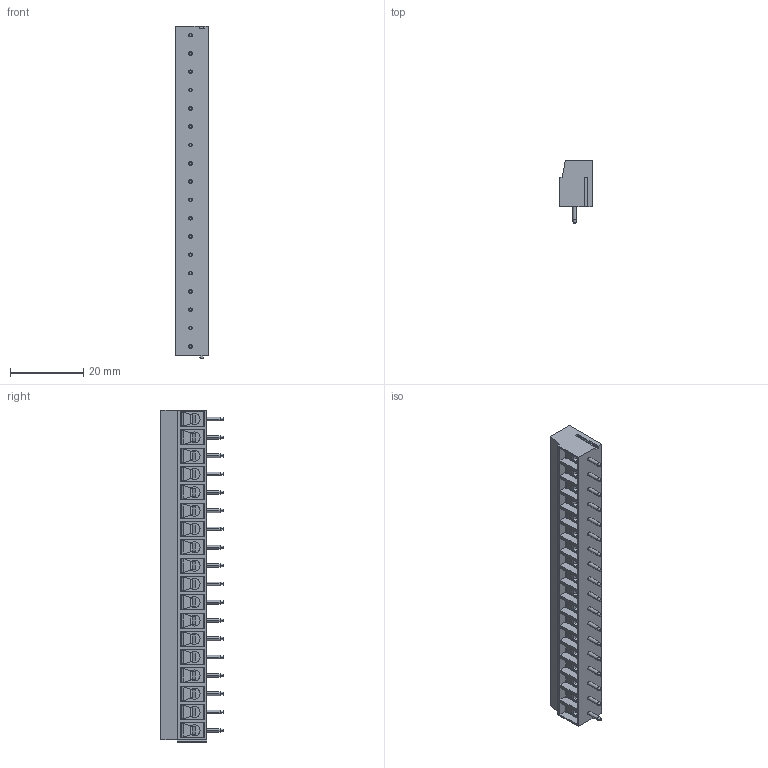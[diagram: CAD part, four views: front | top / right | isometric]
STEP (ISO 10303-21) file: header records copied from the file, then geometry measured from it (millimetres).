
FILE_DESCRIPTION((''),'2;1');
FILE_NAME('PRT0050','2024-10-19T',('yanfa'),(''),'PRO/ENGINEER BY PARAMETRIC TECHNOLOGY CORPORATION, 2009280','PRO/ENGINEER BY PARAMETRIC TECHNOLOGY CORPORATION, 2009280','');
FILE_SCHEMA(('AUTOMOTIVE_DESIGN_CC2 { 1 2 10303 214 -1 1 5 2 }'));
Length unit declared in the file: millimetre
Products named in the file (1): PRT0050
Bounding box: 9 x 17 x 90.68 mm (x, y, z)
Volume: 7824.7 mm3; surface area: 7657.2 mm2
Topology: 1 solids, 1 shells, 1194 faces, 3018 edges, 1916 vertices
Faces by surface type: plane 628, cylinder 350, cone 108, extrusion 72, torus 36
Entity records: 36555 total; most frequent: CARTESIAN_POINT 7906, ORIENTED_EDGE 6036, DIRECTION 5782, EDGE_CURVE 3018, AXIS2_PLACEMENT_3D 1966, VERTEX_POINT 1916, VECTOR 1850, LINE 1778
